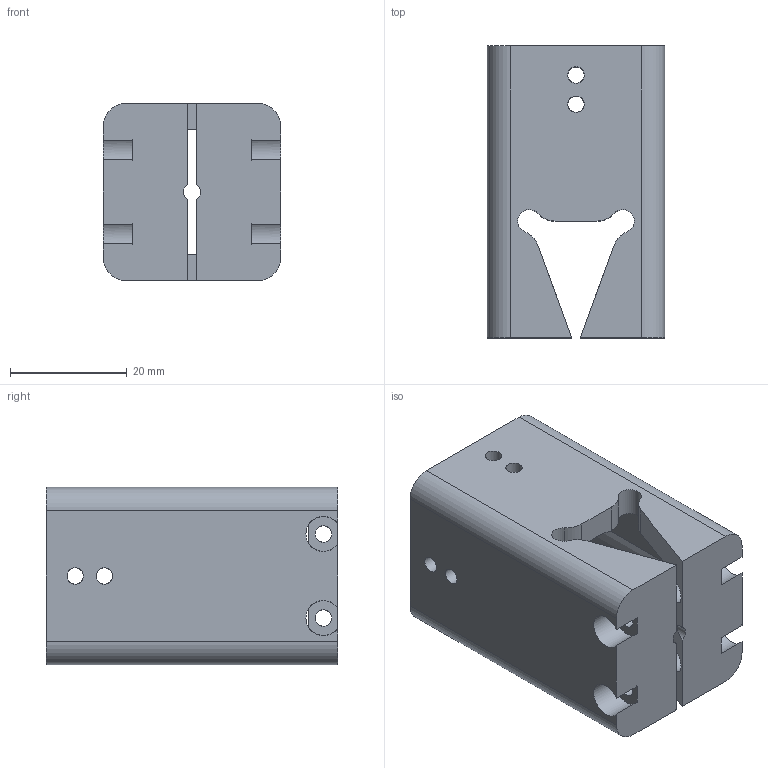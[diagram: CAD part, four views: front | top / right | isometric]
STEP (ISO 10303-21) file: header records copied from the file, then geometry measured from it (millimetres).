
FILE_DESCRIPTION(/* description */ (''),/* implementation_level */ '2;1');
FILE_NAME(/* name */ '20_Cube_Insert_Lightsheet_FEPTube_Rotating_capillarysupport_hollowmotor_v0.ipt.step',/* time_stamp */ '2022-11-29T08:04:00+01:00',/* author */ ('Prakash Lab'),/* organization */ (''),/* preprocessor_version */ 'ST-DEVELOPER v18.1',/* originating_system */ 'Autodesk Inventor 2022',/* authorisation */ '');
FILE_SCHEMA (('AUTOMOTIVE_DESIGN { 1 0 10303 214 3 1 1 }'));
Length unit declared in the file: millimetre
Products named in the file (1): 20_Cube_Insert_Lightsheet_FEPTube_Rotating_capillarysupport_hollowmot
or_v0
Bounding box: 30.4 x 50 x 30.4 mm (x, y, z)
Volume: 21612.2 mm3; surface area: 11456.2 mm2
Topology: 1 solids, 1 shells, 68 faces, 220 edges, 144 vertices
Faces by surface type: cylinder 40, plane 28
Full cylindrical faces by diameter (mm): 2.8 x8, 4 x2
Entity records: 2729 total; most frequent: CARTESIAN_POINT 631, ORIENTED_EDGE 440, DIRECTION 434, EDGE_CURVE 220, AXIS2_PLACEMENT_3D 151, VERTEX_POINT 144, LINE 132, VECTOR 132
